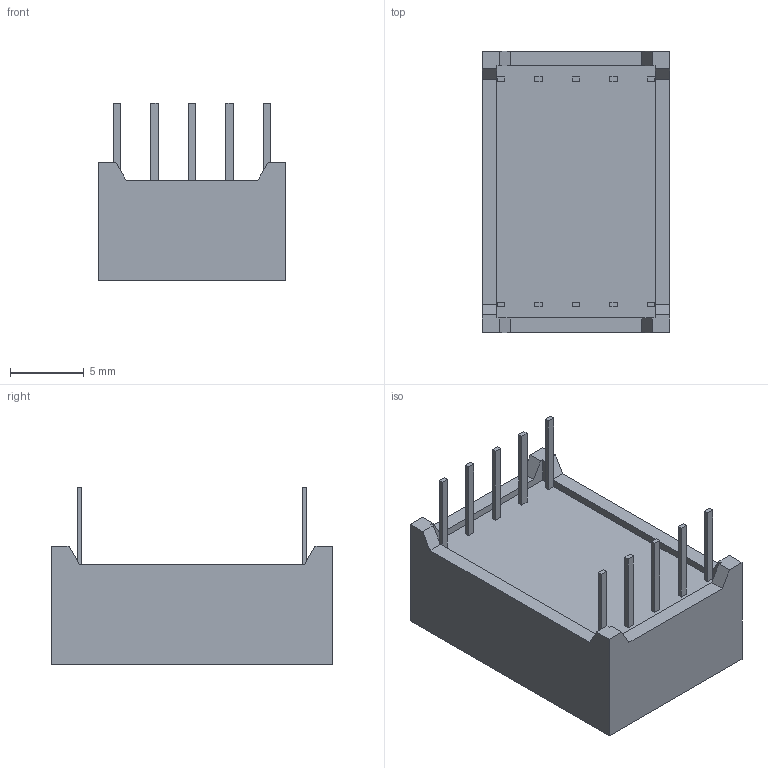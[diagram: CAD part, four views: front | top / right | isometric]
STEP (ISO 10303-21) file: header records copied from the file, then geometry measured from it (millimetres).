
FILE_DESCRIPTION (( 'STEP AP203' ), '1' );
FILE_NAME ('7seg led.STEP', '2013-03-29T19:02:01', ( '' ), ( '' ), 'SwSTEP 2.0', 'SolidWorks 2012', '' );
FILE_SCHEMA (( 'CONFIG_CONTROL_DESIGN' ));
Length unit declared in the file: millimetre
Products named in the file (1): 7seg led
Bounding box: 12.7 x 19.05 x 12 mm (x, y, z)
Volume: 1566.1 mm3; surface area: 1071.3 mm2
Topology: 1 solids, 1 shells, 125 faces, 315 edges, 210 vertices
Faces by surface type: plane 118, cylinder 7
Entity records: 3760 total; most frequent: CARTESIAN_POINT 651, ORIENTED_EDGE 630, DIRECTION 581, EDGE_CURVE 315, VECTOR 301, LINE 301, VERTEX_POINT 210, EDGE_LOOP 143
